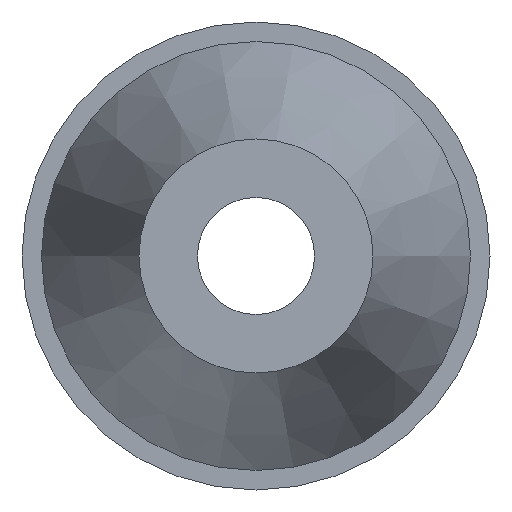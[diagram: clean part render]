
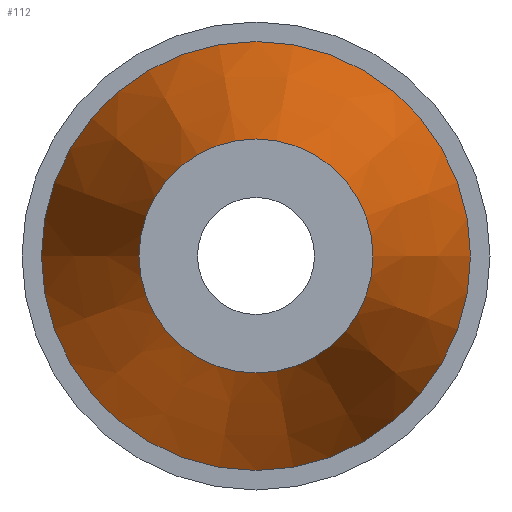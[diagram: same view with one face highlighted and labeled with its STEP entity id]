
A CAD part, front view. The second image highlights one B-rep face of the part: STEP entity #112.
In plain terms, the highlighted conical face has half-angle 17.354 degrees and reference radius 5.5 mm.
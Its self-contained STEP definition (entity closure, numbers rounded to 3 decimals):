
#25=FACE_OUTER_BOUND('',#34,.T.);
#34=EDGE_LOOP('',(#87,#88,#89,#90));
#43=LINE('',#199,#48);
#48=VECTOR('',#163,5.5);
#54=CIRCLE('',#136,3.);
#55=CIRCLE('',#138,5.5);
#62=VERTEX_POINT('',#195);
#63=VERTEX_POINT('',#198);
#71=EDGE_CURVE('',#62,#62,#54,.T.);
#72=EDGE_CURVE('',#62,#63,#43,.T.);
#73=EDGE_CURVE('',#63,#63,#55,.T.);
#87=ORIENTED_EDGE('',*,*,#71,.T.);
#88=ORIENTED_EDGE('',*,*,#72,.T.);
#89=ORIENTED_EDGE('',*,*,#73,.F.);
#90=ORIENTED_EDGE('',*,*,#72,.F.);
#108=CONICAL_SURFACE('',#137,5.5,0.303);
#112=ADVANCED_FACE('',(#25),#108,.T.);
#136=AXIS2_PLACEMENT_3D('',#196,#159,#160);
#137=AXIS2_PLACEMENT_3D('',#197,#161,#162);
#138=AXIS2_PLACEMENT_3D('',#200,#164,#165);
#159=DIRECTION('center_axis',(0.,1.,0.));
#160=DIRECTION('ref_axis',(-1.,0.,0.));
#161=DIRECTION('center_axis',(0.,1.,0.));
#162=DIRECTION('ref_axis',(1.,0.,0.));
#163=DIRECTION('',(-0.298,0.954,0.));
#164=DIRECTION('center_axis',(0.,1.,0.));
#165=DIRECTION('ref_axis',(1.,0.,0.));
#195=CARTESIAN_POINT('',(-3.,-8.,0.));
#196=CARTESIAN_POINT('Origin',(0.,-8.,0.));
#197=CARTESIAN_POINT('Origin',(0.,0.,0.));
#198=CARTESIAN_POINT('',(-5.5,0.,0.));
#199=CARTESIAN_POINT('',(-5.5,0.,0.));
#200=CARTESIAN_POINT('Origin',(0.,0.,0.));
